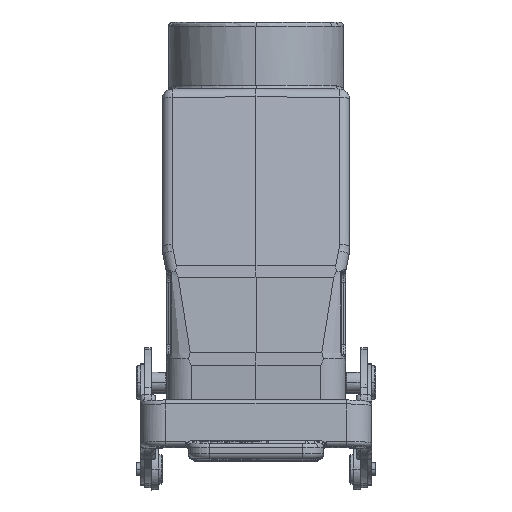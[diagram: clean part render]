
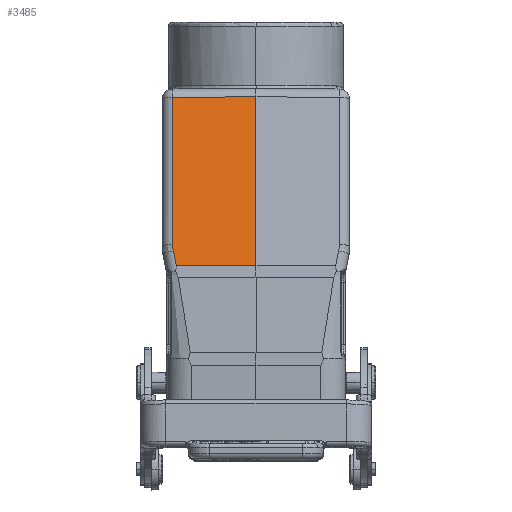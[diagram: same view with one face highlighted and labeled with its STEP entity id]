
A CAD part, top view. The second image highlights one B-rep face of the part: STEP entity #3485.
In plain terms, the highlighted planar face has unit normal (-0.009, 0.19, 0.982).
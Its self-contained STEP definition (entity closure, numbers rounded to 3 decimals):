
#1575=PLANE('',#35305);
#1737=(
BOUNDED_CURVE()
B_SPLINE_CURVE(3,(#61212,#61213,#61214,#61215),.UNSPECIFIED.,.F.,.F.)
B_SPLINE_CURVE_WITH_KNOTS((4,4),(0.,1.),.UNSPECIFIED.)
CURVE()
GEOMETRIC_REPRESENTATION_ITEM()
RATIONAL_B_SPLINE_CURVE((1.,1.,1.,
1.))
REPRESENTATION_ITEM('')
);
#3485=ADVANCED_FACE('NONE',(#5866),#1575,.T.);
#5866=FACE_OUTER_BOUND('',#7893,.T.);
#7893=EDGE_LOOP('',(#18224,#18225,#18226,#18227,#18228,#18229));
#10272=B_SPLINE_CURVE_WITH_KNOTS('',3,(#60213,#60214,#60215,#60216),
 .UNSPECIFIED.,.F.,.F.,(4,4),(0.,1.),.UNSPECIFIED.);
#18224=ORIENTED_EDGE('',*,*,#28327,.F.);
#18225=ORIENTED_EDGE('',*,*,#28328,.F.);
#18226=ORIENTED_EDGE('',*,*,#28329,.F.);
#18227=ORIENTED_EDGE('',*,*,#28118,.T.);
#18228=ORIENTED_EDGE('',*,*,#28121,.T.);
#18229=ORIENTED_EDGE('',*,*,#28330,.F.);
#23496=VERTEX_POINT('',#59214);
#23616=VERTEX_POINT('',#60201);
#23617=VERTEX_POINT('',#60211);
#23731=VERTEX_POINT('',#60906);
#23759=VERTEX_POINT('',#61208);
#23760=VERTEX_POINT('',#61209);
#28118=EDGE_CURVE('NONE',#23616,#23496,#31203,.T.);
#28121=EDGE_CURVE('NONE',#23496,#23617,#10272,.T.);
#28327=EDGE_CURVE('NONE',#23759,#23760,#31283,.T.);
#28328=EDGE_CURVE('NONE',#23731,#23759,#31284,.T.);
#28329=EDGE_CURVE('NONE',#23616,#23731,#31285,.T.);
#28330=EDGE_CURVE('NONE',#23760,#23617,#1737,.T.);
#31203=LINE('',#60200,#33445);
#31283=LINE('',#61207,#33525);
#31284=LINE('',#61210,#33526);
#31285=LINE('',#61211,#33527);
#33445=VECTOR('',#40474,1.);
#33525=VECTOR('',#40726,1.);
#33526=VECTOR('',#40727,1.);
#33527=VECTOR('',#40728,1.);
#35305=AXIS2_PLACEMENT_3D('',#61216,#40729,#40730);
#40474=DIRECTION('',(-1.,-0.009,-0.007));
#40726=DIRECTION('',(-0.193,0.963,-0.188));
#40727=DIRECTION('',(-1.,0.,-0.009));
#40728=DIRECTION('',(0.,-0.982,0.19));
#40729=DIRECTION('',(-0.009,0.19,0.982));
#40730=DIRECTION('',(0.,-0.982,0.19));
#59214=CARTESIAN_POINT('',(-20.022,19.215,49.747));
#60200=CARTESIAN_POINT('',(0.,19.39,49.891));
#60201=CARTESIAN_POINT('',(0.,19.39,49.891));
#60211=CARTESIAN_POINT('',(-20.022,-16.12,56.573));
#60213=CARTESIAN_POINT('',(-20.022,19.215,49.747));
#60214=CARTESIAN_POINT('',(-20.022,7.437,52.023));
#60215=CARTESIAN_POINT('',(-20.022,-4.342,54.298));
#60216=CARTESIAN_POINT('',(-20.022,-16.12,56.573));
#60906=CARTESIAN_POINT('',(0.,-21.241,57.74));
#61207=CARTESIAN_POINT('',(-18.171,-26.117,58.521));
#61208=CARTESIAN_POINT('',(-19.146,-21.241,57.57));
#61209=CARTESIAN_POINT('',(-19.876,-17.591,56.859));
#61210=CARTESIAN_POINT('',(0.002,-21.241,57.74));
#61211=CARTESIAN_POINT('',(0.,-22.585,58.));
#61212=CARTESIAN_POINT('',(-19.876,-17.591,56.859));
#61213=CARTESIAN_POINT('',(-19.973,-17.107,56.764));
#61214=CARTESIAN_POINT('',(-20.022,-16.614,56.669));
#61215=CARTESIAN_POINT('',(-20.022,-16.12,56.573));
#61216=CARTESIAN_POINT('',(0.,-22.585,58.));
